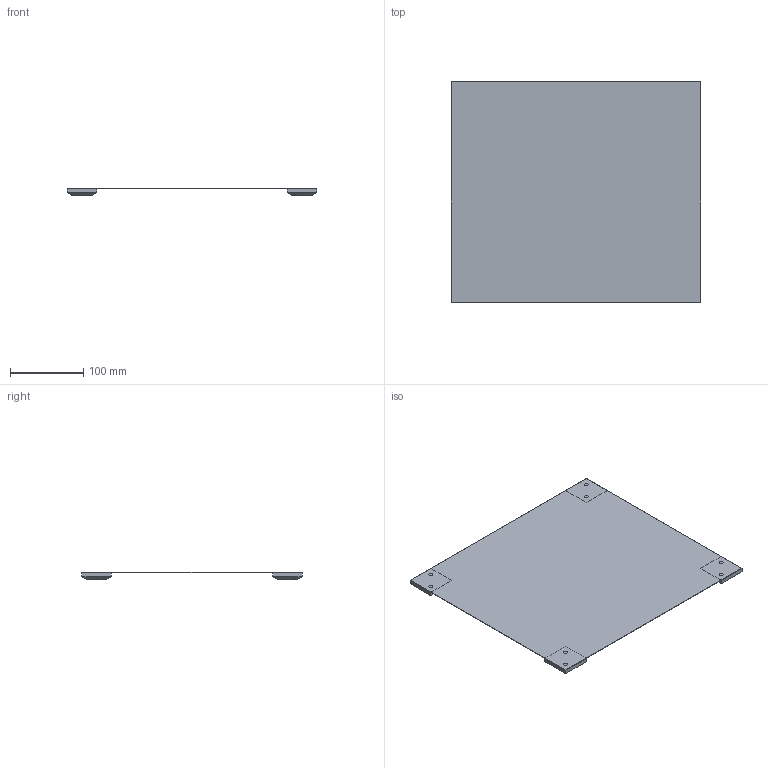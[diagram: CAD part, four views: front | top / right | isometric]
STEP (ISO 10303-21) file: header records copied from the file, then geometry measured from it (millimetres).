
FILE_DESCRIPTION(/* description */ (''),/* implementation_level */ '2;1');
FILE_NAME(/* name */ '1984dfaf-8041-4fd1-999a-4426fe54715b.stp',/* time_stamp */ '2025-06-29T06:42:42Z',/* author */ (''),/* organization */ (''),/* preprocessor_version */ 'ST-DEVELOPER v20.1',/* originating_system */ 'Autodesk Translation Framework v14.10.0.0',/* authorisation */ '');
FILE_SCHEMA (('AUTOMOTIVE_DESIGN { 1 0 10303 214 3 1 1 }'));
Length unit declared in the file: millimetre
Products named in the file (2): Aluminum Sheet .63 Thickness; TPU Feet
Assembly tree (4 placements, depth 2):
  Aluminum Sheet .63 Thickness
    TPU Feet  x4
Bounding box: 340 x 300 x 10.63 mm (x, y, z)
Volume: 114110.9 mm3; surface area: 223155.4 mm2
Topology: 5 solids, 5 shells, 70 faces, 164 edges, 104 vertices
Faces by surface type: plane 54, cylinder 16
Full cylindrical faces by diameter (mm): 5 x8, 9 x8
Entity records: 702 total; most frequent: DIRECTION 120, CARTESIAN_POINT 110, ORIENTED_EDGE 100, EDGE_CURVE 50, AXIS2_PLACEMENT_3D 42, LINE 36, VECTOR 36, VERTEX_POINT 32
